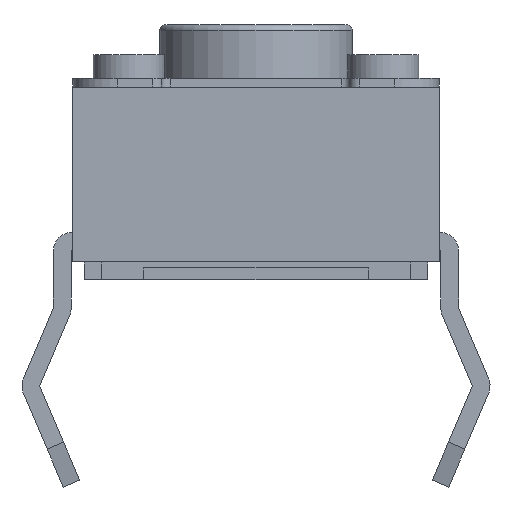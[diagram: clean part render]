
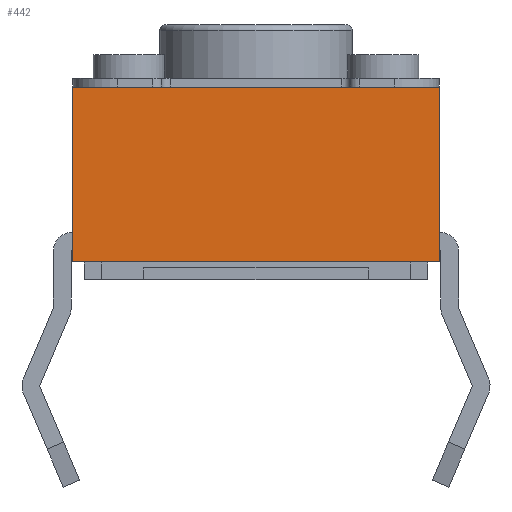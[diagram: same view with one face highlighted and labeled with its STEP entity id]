
A CAD part, front view. The second image highlights one B-rep face of the part: STEP entity #442.
In plain terms, the highlighted planar face has unit normal (0, -1, 0).
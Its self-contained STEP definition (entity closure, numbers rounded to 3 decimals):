
#442 = ADVANCED_FACE( '', ( #937 ), #938, .F. );
#937 = FACE_OUTER_BOUND( '', #1470, .T. );
#938 = PLANE( '', #1471 );
#1470 = EDGE_LOOP( '', ( #2763, #2764, #2765, #2766 ) );
#1471 = AXIS2_PLACEMENT_3D( '', #2767, #2768, #2769 );
#2763 = ORIENTED_EDGE( '', *, *, #3760, .F. );
#2764 = ORIENTED_EDGE( '', *, *, #3761, .F. );
#2765 = ORIENTED_EDGE( '', *, *, #3275, .F. );
#2766 = ORIENTED_EDGE( '', *, *, #3497, .T. );
#2767 = CARTESIAN_POINT( '', ( -3.1, -3.1, 3.25 ) );
#2768 = DIRECTION( '', ( 0., 1., 0. ) );
#2769 = DIRECTION( '', ( 0., 0., 1. ) );
#3275 = EDGE_CURVE( '', #3955, #3957, #3958, .T. );
#3497 = EDGE_CURVE( '', #3955, #4327, #4329, .T. );
#3760 = EDGE_CURVE( '', #4695, #4327, #4696, .T. );
#3761 = EDGE_CURVE( '', #3957, #4695, #4697, .T. );
#3955 = VERTEX_POINT( '', #4932 );
#3957 = VERTEX_POINT( '', #4935 );
#3958 = LINE( '', #4936, #4937 );
#4327 = VERTEX_POINT( '', #5441 );
#4329 = LINE( '', #5444, #5445 );
#4695 = VERTEX_POINT( '', #5959 );
#4696 = LINE( '', #5960, #5961 );
#4697 = LINE( '', #5962, #5963 );
#4932 = CARTESIAN_POINT( '', ( -3.1, -3.1, 3.25 ) );
#4935 = CARTESIAN_POINT( '', ( 3.1, -3.1, 3.25 ) );
#4936 = CARTESIAN_POINT( '', ( -3.1, -3.1, 3.25 ) );
#4937 = VECTOR( '', #6168, 1000. );
#5441 = CARTESIAN_POINT( '', ( -3.1, -3.1, 0.3 ) );
#5444 = CARTESIAN_POINT( '', ( -3.1, -3.1, 3.25 ) );
#5445 = VECTOR( '', #6440, 1000. );
#5959 = CARTESIAN_POINT( '', ( 3.1, -3.1, 0.3 ) );
#5960 = CARTESIAN_POINT( '', ( 3.1, -3.1, 0.3 ) );
#5961 = VECTOR( '', #6709, 1000. );
#5962 = CARTESIAN_POINT( '', ( 3.1, -3.1, 3.25 ) );
#5963 = VECTOR( '', #6710, 1000. );
#6168 = DIRECTION( '', ( 1., 0., 0. ) );
#6440 = DIRECTION( '', ( 0., 0., -1. ) );
#6709 = DIRECTION( '', ( -1., 0., 0. ) );
#6710 = DIRECTION( '', ( 0., 0., -1. ) );
